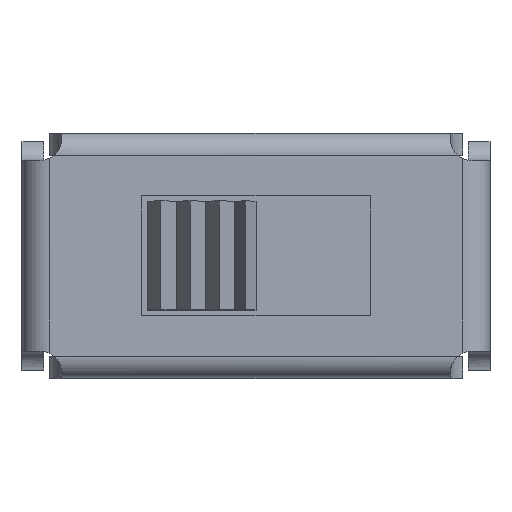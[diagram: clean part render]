
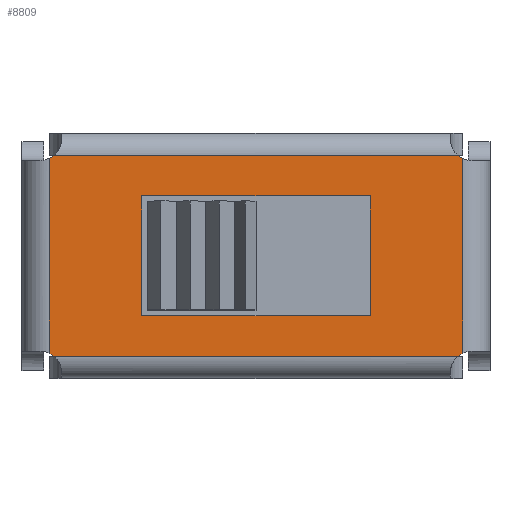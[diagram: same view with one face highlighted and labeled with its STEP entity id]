
A CAD part, top view. The second image highlights one B-rep face of the part: STEP entity #8809.
In plain terms, the highlighted planar face has unit normal (0, 0, 1).
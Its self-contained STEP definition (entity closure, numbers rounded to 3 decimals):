
#6300=CARTESIAN_POINT('',(3.97,-2.15,4.1));
#6301=DIRECTION('',(0.,0.,-1.));
#6302=DIRECTION('',(-0.661,0.75,0.));
#6303=AXIS2_PLACEMENT_3D('',#6300,#6301,#6302);
#6388=CARTESIAN_POINT('',(3.97,2.15,4.1));
#6389=DIRECTION('',(0.,0.,-1.));
#6390=DIRECTION('',(-0.429,-0.904,0.));
#6391=AXIS2_PLACEMENT_3D('',#6388,#6389,#6390);
#6615=DIRECTION('',(0.,-1.,0.));
#6616=VECTOR('',#6615,3.577);
#6617=CARTESIAN_POINT('',(-3.798,1.789,4.1));
#6618=LINE('',#6617,#6616);
#6629=DIRECTION('',(1.,0.,0.));
#6630=VECTOR('',#6629,7.41);
#6631=CARTESIAN_POINT('',(-3.705,-1.85,4.1));
#6632=LINE('',#6631,#6630);
#6633=DIRECTION('',(-1.,0.,0.));
#6634=VECTOR('',#6633,7.41);
#6635=CARTESIAN_POINT('',(3.705,1.85,4.1));
#6636=LINE('',#6635,#6634);
#6637=DIRECTION('',(0.,-1.,0.));
#6638=VECTOR('',#6637,3.577);
#6639=CARTESIAN_POINT('',(3.798,1.789,4.1));
#6640=LINE('',#6639,#6638);
#6641=DIRECTION('',(-1.,0.,0.));
#6642=VECTOR('',#6641,4.2);
#6643=CARTESIAN_POINT('',(2.1,1.1,4.1));
#6644=LINE('',#6643,#6642);
#6645=DIRECTION('',(0.,-1.,0.));
#6646=VECTOR('',#6645,2.2);
#6647=CARTESIAN_POINT('',(-2.1,1.1,4.1));
#6648=LINE('',#6647,#6646);
#6649=DIRECTION('',(1.,0.,0.));
#6650=VECTOR('',#6649,4.2);
#6651=CARTESIAN_POINT('',(-2.1,-1.1,4.1));
#6652=LINE('',#6651,#6650);
#6653=DIRECTION('',(0.,1.,0.));
#6654=VECTOR('',#6653,2.2);
#6655=CARTESIAN_POINT('',(2.1,-1.1,4.1));
#6656=LINE('',#6655,#6654);
#7040=CARTESIAN_POINT('',(-3.97,2.15,4.1));
#7041=DIRECTION('',(0.,0.,-1.));
#7042=DIRECTION('',(0.661,-0.75,0.));
#7043=AXIS2_PLACEMENT_3D('',#7040,#7041,#7042);
#7388=CARTESIAN_POINT('',(-3.97,-2.15,4.1));
#7389=DIRECTION('',(0.,0.,-1.));
#7390=DIRECTION('',(0.429,0.904,0.));
#7391=AXIS2_PLACEMENT_3D('',#7388,#7389,#7390);
#7620=CARTESIAN_POINT('',(3.798,1.789,4.1));
#7621=CARTESIAN_POINT('',(3.798,-1.789,4.1));
#7622=VERTEX_POINT('',#7620);
#7623=VERTEX_POINT('',#7621);
#7708=CARTESIAN_POINT('',(-3.798,1.789,4.1));
#7709=CARTESIAN_POINT('',(-3.798,-1.789,4.1));
#7710=VERTEX_POINT('',#7708);
#7711=VERTEX_POINT('',#7709);
#7748=CARTESIAN_POINT('',(-3.705,-1.85,4.1));
#7749=CARTESIAN_POINT('',(3.705,-1.85,4.1));
#7750=VERTEX_POINT('',#7748);
#7751=VERTEX_POINT('',#7749);
#7756=CARTESIAN_POINT('',(3.705,1.85,4.1));
#7757=CARTESIAN_POINT('',(-3.705,1.85,4.1));
#7758=VERTEX_POINT('',#7756);
#7759=VERTEX_POINT('',#7757);
#7920=CARTESIAN_POINT('',(2.1,1.1,4.1));
#7921=CARTESIAN_POINT('',(-2.1,1.1,4.1));
#7922=VERTEX_POINT('',#7920);
#7923=VERTEX_POINT('',#7921);
#7924=CARTESIAN_POINT('',(-2.1,-1.1,4.1));
#7925=VERTEX_POINT('',#7924);
#7926=CARTESIAN_POINT('',(2.1,-1.1,4.1));
#7927=VERTEX_POINT('',#7926);
#8780=CARTESIAN_POINT('',(0.,1.85,4.1));
#8781=DIRECTION('',(0.,0.,1.));
#8782=DIRECTION('',(1.,0.,0.));
#8783=AXIS2_PLACEMENT_3D('',#8780,#8781,#8782);
#8784=PLANE('',#8783);
#8786=ORIENTED_EDGE('',*,*,#8785,.F.);
#8788=ORIENTED_EDGE('',*,*,#8787,.F.);
#8789=ORIENTED_EDGE('',*,*,#8760,.F.);
#8791=ORIENTED_EDGE('',*,*,#8790,.F.);
#8793=ORIENTED_EDGE('',*,*,#8792,.F.);
#8794=ORIENTED_EDGE('',*,*,#8287,.F.);
#8795=ORIENTED_EDGE('',*,*,#8184,.T.);
#8796=ORIENTED_EDGE('',*,*,#8210,.F.);
#8797=EDGE_LOOP('',(#8786,#8788,#8789,#8791,#8793,#8794,#8795,#8796));
#8798=FACE_OUTER_BOUND('',#8797,.F.);
#8800=ORIENTED_EDGE('',*,*,#8799,.T.);
#8802=ORIENTED_EDGE('',*,*,#8801,.T.);
#8804=ORIENTED_EDGE('',*,*,#8803,.T.);
#8806=ORIENTED_EDGE('',*,*,#8805,.T.);
#8807=EDGE_LOOP('',(#8800,#8802,#8804,#8806));
#8808=FACE_BOUND('',#8807,.F.);
#8809=ADVANCED_FACE('',(#8798,#8808),#8784,.T.);
#6304=CIRCLE('',#6303,0.4);
#6392=CIRCLE('',#6391,0.4);
#7044=CIRCLE('',#7043,0.4);
#7392=CIRCLE('',#7391,0.4);
#8184=EDGE_CURVE('',#7622,#7623,#6640,.T.);
#8210=EDGE_CURVE('',#7751,#7623,#6304,.T.);
#8287=EDGE_CURVE('',#7622,#7758,#6392,.T.);
#8760=EDGE_CURVE('',#7710,#7711,#6618,.T.);
#8785=EDGE_CURVE('',#7750,#7751,#6632,.T.);
#8787=EDGE_CURVE('',#7711,#7750,#7392,.T.);
#8790=EDGE_CURVE('',#7759,#7710,#7044,.T.);
#8792=EDGE_CURVE('',#7758,#7759,#6636,.T.);
#8799=EDGE_CURVE('',#7922,#7923,#6644,.T.);
#8801=EDGE_CURVE('',#7923,#7925,#6648,.T.);
#8803=EDGE_CURVE('',#7925,#7927,#6652,.T.);
#8805=EDGE_CURVE('',#7927,#7922,#6656,.T.);
